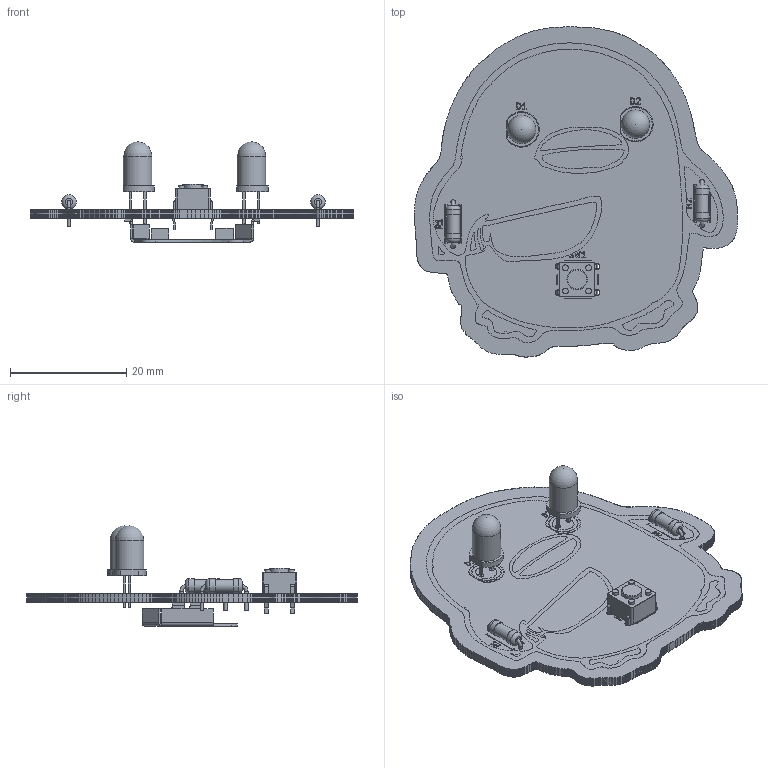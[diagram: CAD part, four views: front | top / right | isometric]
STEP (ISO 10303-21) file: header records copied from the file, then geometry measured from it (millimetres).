
FILE_DESCRIPTION(('KiCad electronic assembly'),'2;1');
FILE_NAME('duckie.step','2025-06-17T11:25:17',('Pcbnew'),('Kicad'), 'Open CASCADE STEP processor 7.8','KiCad to STEP converter','Unknown' );
FILE_SCHEMA(('AUTOMOTIVE_DESIGN { 1 0 10303 214 1 1 1 1 }'));
Length unit declared in the file: millimetre
Products named in the file (8): duckie 1; LED_D5.0mm; R_Axial_DIN0207_L6.3mm_D2.5mm_P7.62mm_Horizontal; SW_PUSH_6mm; BatteryHolder_Keystone_3034_1x20mm; duckie_silkscreen; duckie_soldermask; duckie_PCB
Assembly tree (9 placements, depth 2):
  duckie 1
    LED_D5.0mm  x2
    R_Axial_DIN0207_L6.3mm_D2.5mm_P7.62mm_Horizontal  x2
    SW_PUSH_6mm
    BatteryHolder_Keystone_3034_1x20mm
    duckie_silkscreen
    duckie_soldermask
    duckie_PCB
Bounding box: 55.64 x 56.83 x 17.28 mm (x, y, z)
Volume: 4193.3 mm3; surface area: 11722.3 mm2
Topology: 7 solids, 36 shells, 1066 faces, 5979 edges, 4973 vertices
Faces by surface type: plane 947, cylinder 108, torus 9, sphere 2
Full cylindrical faces by diameter (mm): 0.6 x4, 0.8 x4, 0.9 x4, 1 x4, 1.1 x4, 2.25 x2, 2.5 x4, 3.5 x1, 4.9 x2
Entity records: 59290 total; most frequent: CARTESIAN_POINT 12233, DIRECTION 8804, ORIENTED_EDGE 8764, EDGE_CURVE 5920, LINE 5122, VECTOR 5122, VERTEX_POINT 4936, AXIS2_PLACEMENT_3D 1841
